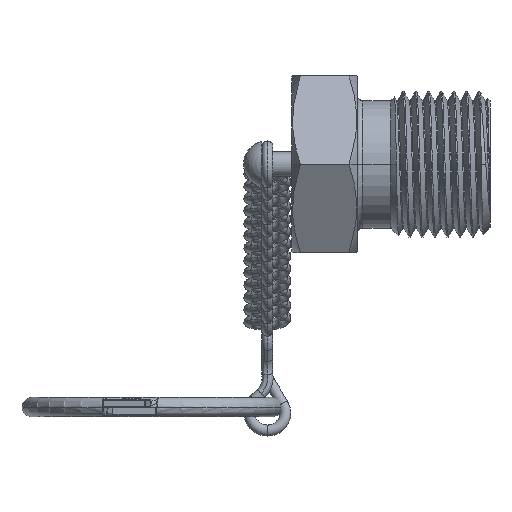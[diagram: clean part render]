
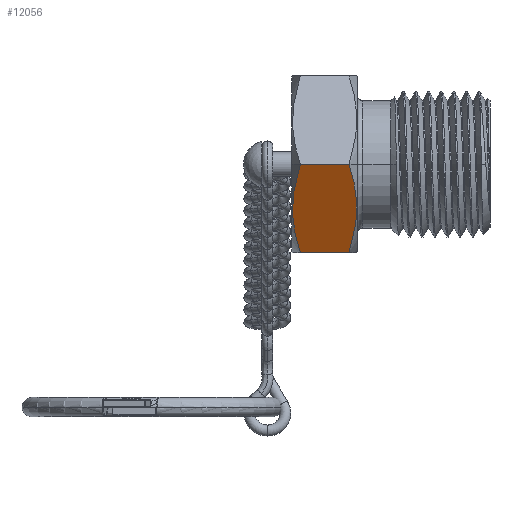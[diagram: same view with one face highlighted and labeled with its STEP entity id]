
A CAD part, front view. The second image highlights one B-rep face of the part: STEP entity #12056.
In plain terms, the highlighted face is planar.
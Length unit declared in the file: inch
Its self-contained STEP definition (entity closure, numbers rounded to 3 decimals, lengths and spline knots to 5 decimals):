
#270 = EDGE_CURVE ( 'NONE', #10546, #4656, #4662, .T. ) ;
#1209 = EDGE_CURVE ( 'NONE', #4830, #4787, #11003, .T. ) ;
#1250 = DIRECTION ( 'NONE',  ( 0., -0.866, -0.5 ) ) ;
#1717 = CARTESIAN_POINT ( 'NONE',  ( -0.79754, 0., 0.57735 ) ) ;
#1939 = CARTESIAN_POINT ( 'NONE',  ( -1.11281, -0.16503, 0.48207 ) ) ;
#2133 = PLANE ( 'NONE',  #6859 ) ;
#2381 = CARTESIAN_POINT ( 'NONE',  ( -0.75799, -0.16563, 0.48173 ) ) ;
#2427 = CARTESIAN_POINT ( 'NONE',  ( -0.75292, -0.29299, 0.40819 ) ) ;
#2465 = FACE_OUTER_BOUND ( 'NONE', #11070, .T. ) ;
#2523 = CARTESIAN_POINT ( 'NONE',  ( -1.07246, 0., 0.57735 ) ) ;
#2524 = DIRECTION ( 'NONE',  ( 1., 0., 0. ) ) ;
#2820 = CARTESIAN_POINT ( 'NONE',  ( -1.09728, -0.08194, 0.53004 ) ) ;
#2940 = CARTESIAN_POINT ( 'NONE',  ( -1.11713, -0.27078, 0.42102 ) ) ;
#2963 = DIRECTION ( 'NONE',  ( 1., 0., 0. ) ) ;
#3095 = CARTESIAN_POINT ( 'NONE',  ( -1.07246, -0.5, 0.28868 ) ) ;
#3426 = CARTESIAN_POINT ( 'NONE',  ( -1.07246, 0., 0.57735 ) ) ;
#3715 = CARTESIAN_POINT ( 'NONE',  ( -1.12, 0., 0.57735 ) ) ;
#3776 = CARTESIAN_POINT ( 'NONE',  ( -1.08608, -0.45913, 0.31227 ) ) ;
#4266 = B_SPLINE_CURVE_WITH_KNOTS ( 'NONE', 3,
 ( #2523, #5368, #2820, #1939, #4883, #2940, #4931, #8796, #6868, #5714, #3776, #10770 ),
 .UNSPECIFIED., .F., .F.,
 ( 4, 2, 2, 2, 2, 4 ),
 ( 0., 0.0037, 0.00741, 0.00926, 0.01111, 0.01481 ),
 .UNSPECIFIED. ) ;
#4481 = ORIENTED_EDGE ( 'NONE', *, *, #4494, .T. ) ;
#4494 = EDGE_CURVE ( 'NONE', #4787, #4656, #8085, .T. ) ;
#4656 = VERTEX_POINT ( 'NONE', #1717 ) ;
#4662 = LINE ( 'NONE', #3715, #8079 ) ;
#4787 = VERTEX_POINT ( 'NONE', #7716 ) ;
#4830 = VERTEX_POINT ( 'NONE', #3095 ) ;
#4883 = CARTESIAN_POINT ( 'NONE',  ( -1.11708, -0.20701, 0.45783 ) ) ;
#4931 = CARTESIAN_POINT ( 'NONE',  ( -1.11608, -0.29213, 0.40869 ) ) ;
#5368 = CARTESIAN_POINT ( 'NONE',  ( -1.08606, -0.04082, 0.55378 ) ) ;
#5445 = CARTESIAN_POINT ( 'NONE',  ( -0.78392, -0.04087, 0.55375 ) ) ;
#5714 = CARTESIAN_POINT ( 'NONE',  ( -1.09732, -0.41792, 0.33607 ) ) ;
#6334 = CARTESIAN_POINT ( 'NONE',  ( -0.76101, -0.14465, 0.49384 ) ) ;
#6859 = AXIS2_PLACEMENT_3D ( 'NONE', #12102, #7165, #1250 ) ;
#6868 = CARTESIAN_POINT ( 'NONE',  ( -1.10899, -0.35535, 0.37219 ) ) ;
#7000 = ORIENTED_EDGE ( 'NONE', *, *, #270, .F. ) ;
#7165 = DIRECTION ( 'NONE',  ( 0., -0.5, 0.866 ) ) ;
#7404 = CARTESIAN_POINT ( 'NONE',  ( -0.75287, -0.22922, 0.44501 ) ) ;
#7716 = CARTESIAN_POINT ( 'NONE',  ( -0.79754, -0.5, 0.28868 ) ) ;
#8067 = VECTOR ( 'NONE', #2524, 39.37008 ) ;
#8079 = VECTOR ( 'NONE', #2963, 39.37008 ) ;
#8085 = B_SPLINE_CURVE_WITH_KNOTS ( 'NONE', 3,
 ( #8402, #10371, #11244, #12387, #2427, #7404, #8314, #2381, #6334, #10326, #5445, #9342 ),
 .UNSPECIFIED., .F., .F.,
 ( 4, 2, 2, 2, 2, 4 ),
 ( 0., 0.0037, 0.00741, 0.00926, 0.01111, 0.01481 ),
 .UNSPECIFIED. ) ;
#8314 = CARTESIAN_POINT ( 'NONE',  ( -0.75392, -0.20787, 0.45734 ) ) ;
#8402 = CARTESIAN_POINT ( 'NONE',  ( -0.79754, -0.5, 0.28868 ) ) ;
#8796 = CARTESIAN_POINT ( 'NONE',  ( -1.11201, -0.33437, 0.3843 ) ) ;
#9342 = CARTESIAN_POINT ( 'NONE',  ( -0.79754, 0., 0.57735 ) ) ;
#10326 = CARTESIAN_POINT ( 'NONE',  ( -0.77268, -0.08208, 0.52996 ) ) ;
#10333 = CARTESIAN_POINT ( 'NONE',  ( -1.12, -0.5, 0.28868 ) ) ;
#10371 = CARTESIAN_POINT ( 'NONE',  ( -0.78394, -0.45918, 0.31224 ) ) ;
#10546 = VERTEX_POINT ( 'NONE', #3426 ) ;
#10770 = CARTESIAN_POINT ( 'NONE',  ( -1.07246, -0.5, 0.28868 ) ) ;
#10894 = ORIENTED_EDGE ( 'NONE', *, *, #11517, .T. ) ;
#11003 = LINE ( 'NONE', #10333, #8067 ) ;
#11070 = EDGE_LOOP ( 'NONE', ( #12079, #4481, #7000, #10894 ) ) ;
#11244 = CARTESIAN_POINT ( 'NONE',  ( -0.77272, -0.41806, 0.33598 ) ) ;
#11517 = EDGE_CURVE ( 'NONE', #10546, #4830, #4266, .T. ) ;
#12056 = ADVANCED_FACE ( 'NONE', ( #2465 ), #2133, .T. ) ;
#12079 = ORIENTED_EDGE ( 'NONE', *, *, #1209, .T. ) ;
#12102 = CARTESIAN_POINT ( 'NONE',  ( -1.12, 0., 0.57735 ) ) ;
#12387 = CARTESIAN_POINT ( 'NONE',  ( -0.75719, -0.33497, 0.38396 ) ) ;
